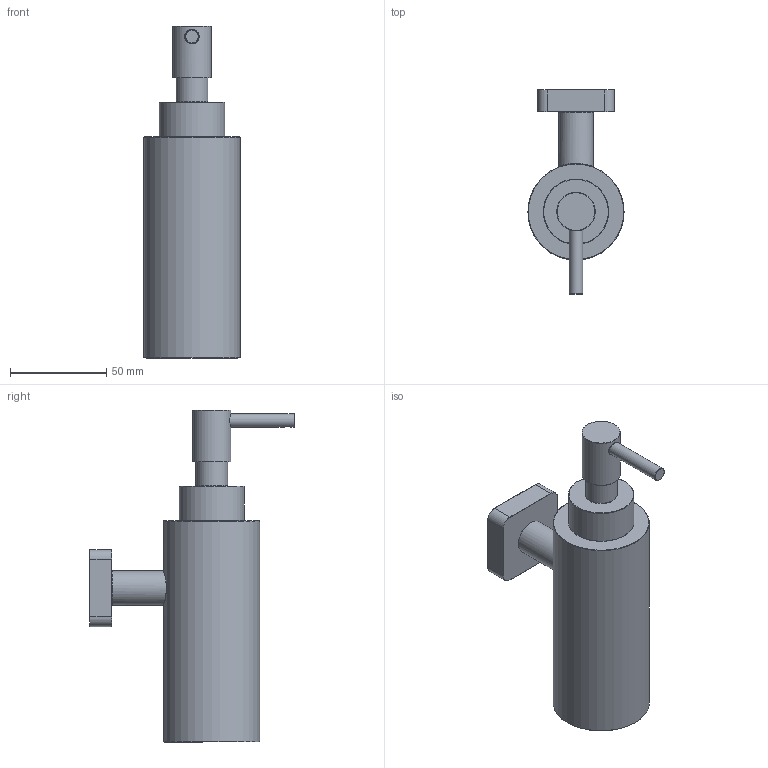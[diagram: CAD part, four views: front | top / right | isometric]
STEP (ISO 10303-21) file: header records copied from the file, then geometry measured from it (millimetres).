
FILE_DESCRIPTION(/* description */ ('Unknown'),/* implementation_level */ '2;1');
FILE_NAME(/* name */ 'GLA09',/* time_stamp */ '2021-07-21T17:13:44+02:00',/* author */ ('Unknown'),/* organization */ ('Unknown'),/* preprocessor_version */ 'ST-DEVELOPER v16.7',/* originating_system */ 'DEX',/* authorisation */ $);
FILE_SCHEMA (('AUTOMOTIVE_DESIGN {1 0 10303 214 3 1 1}'));
Length unit declared in the file: millimetre
Products named in the file (18): GLA09-00; PODISPN; TUPULDISPN_1; PULDISP_1; GLA01-01; AA24M.F19_1; DISPM.F17_1; CODISP_1; FLAC03_1; VITE6X35TE_1; DADO10X10_1; RON08_1_0; GRANO5x6C_1_0; TAP24.F10_1; CBA09-002; ksd-04 pompetta; Parte1; CBA09-09
Assembly tree (17 placements, depth 3):
  GLA09-00
    PODISPN
      TUPULDISPN_1
      PULDISP_1
    GLA01-01
    AA24M.F19_1
    DISPM.F17_1
    CODISP_1
    FLAC03_1
    VITE6X35TE_1
    DADO10X10_1
    RON08_1_0
    GRANO5x6C_1_0
    TAP24.F10_1
    CBA09-002
      ksd-04 pompetta
      Parte1
    CBA09-09
Bounding box: 50 x 106.5 x 172.6 mm (x, y, z)
Volume: 104649.5 mm3; surface area: 111283.2 mm2
Topology: 15 solids, 15 shells, 574 faces, 1320 edges, 800 vertices
Faces by surface type: plane 309, cone 109, cylinder 87, torus 55, bspline 8, sphere 6
Full cylindrical faces by diameter (mm): 3 x1, 3.2 x1, 3.25 x1, 3.332 x1, 3.7 x1, 4.234 x1, 4.901 x1, 5.035 x3, 5.2 x1, 5.884 x2, 6 x3, 6.2 x2, 6.3 x1, 7 x2, 8.5 x2, 9 x1, 9.069 x1, 9.6 x1, 10 x1, 12 x1, 12.5 x1, 14 x1, 15 x1, 16.5 x1, 17 x1, 18 x2, 19 x1, 20 x2, 20.8 x1, 22 x1
Entity records: 20021 total; most frequent: CARTESIAN_POINT 4510, DIRECTION 2558, ORIENTED_EDGE 2254, EDGE_CURVE 1127, AXIS2_PLACEMENT_3D 1044, FACE_BOUND 772, EDGE_LOOP 771, VERTEX_POINT 755
